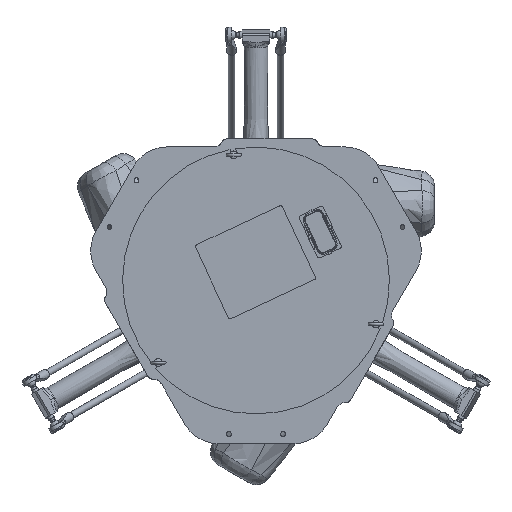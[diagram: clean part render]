
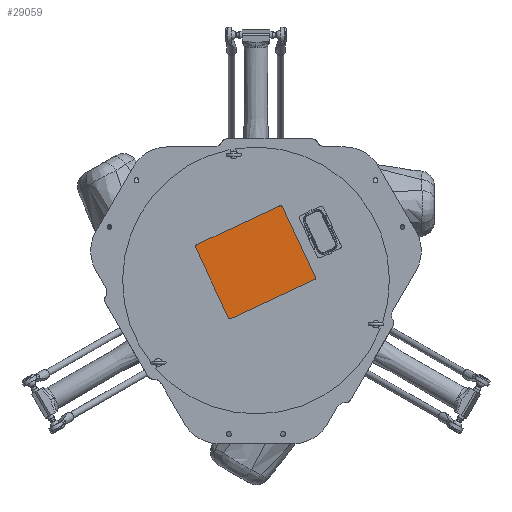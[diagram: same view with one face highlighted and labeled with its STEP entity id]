
A CAD part, top view. The second image highlights one B-rep face of the part: STEP entity #29059.
In plain terms, the highlighted face is planar.
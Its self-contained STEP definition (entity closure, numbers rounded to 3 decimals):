
#2986=FACE_OUTER_BOUND('',#4824,.T.);
#4824=EDGE_LOOP('',(#25814,#25815,#25816,#25817,#25818,#25819,#25820,#25821));
#5325=CIRCLE('',#30453,5.);
#5326=CIRCLE('',#30456,5.);
#5327=CIRCLE('',#30459,5.);
#5328=CIRCLE('',#30462,5.);
#8687=LINE('',#63340,#10856);
#8688=LINE('',#63341,#10857);
#8689=LINE('',#63342,#10858);
#8690=LINE('',#63343,#10859);
#10856=VECTOR('',#39137,160.);
#10857=VECTOR('',#39138,190.);
#10858=VECTOR('',#39139,160.);
#10859=VECTOR('',#39140,190.);
#12215=VERTEX_POINT('',#48358);
#12216=VERTEX_POINT('',#48360);
#12219=VERTEX_POINT('',#48370);
#12220=VERTEX_POINT('',#48372);
#12223=VERTEX_POINT('',#48382);
#12224=VERTEX_POINT('',#48384);
#12227=VERTEX_POINT('',#48394);
#12228=VERTEX_POINT('',#48396);
#15461=EDGE_CURVE('',#12216,#12215,#5325,.T.);
#15467=EDGE_CURVE('',#12220,#12219,#5326,.T.);
#15473=EDGE_CURVE('',#12224,#12223,#5327,.T.);
#15479=EDGE_CURVE('',#12228,#12227,#5328,.T.);
#17562=EDGE_CURVE('',#12227,#12216,#8687,.T.);
#17563=EDGE_CURVE('',#12215,#12220,#8688,.T.);
#17564=EDGE_CURVE('',#12219,#12224,#8689,.T.);
#17565=EDGE_CURVE('',#12223,#12228,#8690,.T.);
#25814=ORIENTED_EDGE('',*,*,#17562,.T.);
#25815=ORIENTED_EDGE('',*,*,#15461,.T.);
#25816=ORIENTED_EDGE('',*,*,#17563,.T.);
#25817=ORIENTED_EDGE('',*,*,#15467,.T.);
#25818=ORIENTED_EDGE('',*,*,#17564,.T.);
#25819=ORIENTED_EDGE('',*,*,#15473,.T.);
#25820=ORIENTED_EDGE('',*,*,#17565,.T.);
#25821=ORIENTED_EDGE('',*,*,#15479,.T.);
#26611=PLANE('',#31792);
#29059=ADVANCED_FACE('',(#2986),#26611,.T.);
#30453=AXIS2_PLACEMENT_3D('',#48361,#35457,#35458);
#30456=AXIS2_PLACEMENT_3D('',#48373,#35468,#35469);
#30459=AXIS2_PLACEMENT_3D('',#48385,#35479,#35480);
#30462=AXIS2_PLACEMENT_3D('',#48397,#35490,#35491);
#31792=AXIS2_PLACEMENT_3D('',#63339,#39135,#39136);
#35457=DIRECTION('center_axis',(0.,1.,0.));
#35458=DIRECTION('ref_axis',(0.423,0.,0.906));
#35468=DIRECTION('center_axis',(0.,1.,0.));
#35469=DIRECTION('ref_axis',(0.906,0.,-0.423));
#35479=DIRECTION('center_axis',(0.,1.,0.));
#35480=DIRECTION('ref_axis',(-0.423,0.,-0.906));
#35490=DIRECTION('center_axis',(0.,1.,0.));
#35491=DIRECTION('ref_axis',(-0.906,0.,0.423));
#39135=DIRECTION('center_axis',(0.,1.,0.));
#39136=DIRECTION('ref_axis',(-0.906,0.,0.423));
#39137=DIRECTION('',(-0.423,0.,-0.906));
#39138=DIRECTION('',(-0.906,0.,0.423));
#39139=DIRECTION('',(0.423,0.,0.906));
#39140=DIRECTION('',(0.906,0.,-0.423));
#48358=CARTESIAN_POINT('',(48.98,119.,-155.245));
#48360=CARTESIAN_POINT('',(55.624,119.,-152.826));
#48361=CARTESIAN_POINT('Origin',(51.093,119.,-150.713));
#48370=CARTESIAN_POINT('',(-125.637,119.,-68.303));
#48372=CARTESIAN_POINT('',(-123.219,119.,-74.947));
#48373=CARTESIAN_POINT('Origin',(-121.106,119.,-70.416));
#48382=CARTESIAN_POINT('',(-51.374,119.,79.125));
#48384=CARTESIAN_POINT('',(-58.018,119.,76.706));
#48385=CARTESIAN_POINT('Origin',(-53.487,119.,74.593));
#48394=CARTESIAN_POINT('',(123.243,119.,-7.817));
#48396=CARTESIAN_POINT('',(120.825,119.,-1.173));
#48397=CARTESIAN_POINT('Origin',(118.712,119.,-5.704));
#63339=CARTESIAN_POINT('Origin',(-1.197,119.,-38.06));
#63340=CARTESIAN_POINT('',(123.243,119.,-7.817));
#63341=CARTESIAN_POINT('',(48.98,119.,-155.245));
#63342=CARTESIAN_POINT('',(-125.637,119.,-68.303));
#63343=CARTESIAN_POINT('',(-51.374,119.,79.125));
